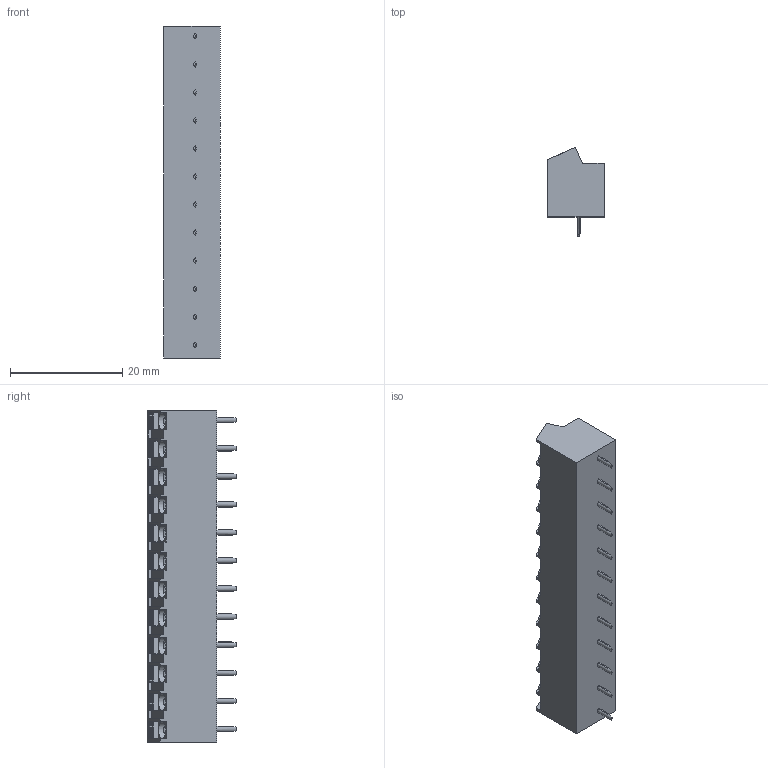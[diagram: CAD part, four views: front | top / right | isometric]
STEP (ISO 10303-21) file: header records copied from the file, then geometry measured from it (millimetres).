
FILE_DESCRIPTION((''),'2;1');
FILE_NAME('PRT0007','2024-09-25T',('sj'),(''),'PRO/ENGINEER BY PARAMETRIC TECHNOLOGY CORPORATION, 2013240','PRO/ENGINEER BY PARAMETRIC TECHNOLOGY CORPORATION, 2013240','');
FILE_SCHEMA(('AUTOMOTIVE_DESIGN_CC2 { 1 2 10303 214 -1 1 5 2 }'));
Length unit declared in the file: millimetre
Products named in the file (1): PRT0007
Bounding box: 10 x 15.9 x 59.1 mm (x, y, z)
Volume: 5907.1 mm3; surface area: 3485.4 mm2
Topology: 1 solids, 1 shells, 546 faces, 1452 edges, 944 vertices
Faces by surface type: plane 378, cylinder 120, cone 48
Entity records: 17153 total; most frequent: CARTESIAN_POINT 3611, ORIENTED_EDGE 2904, DIRECTION 2652, EDGE_CURVE 1452, VECTOR 1056, LINE 1056, VERTEX_POINT 944, AXIS2_PLACEMENT_3D 798
